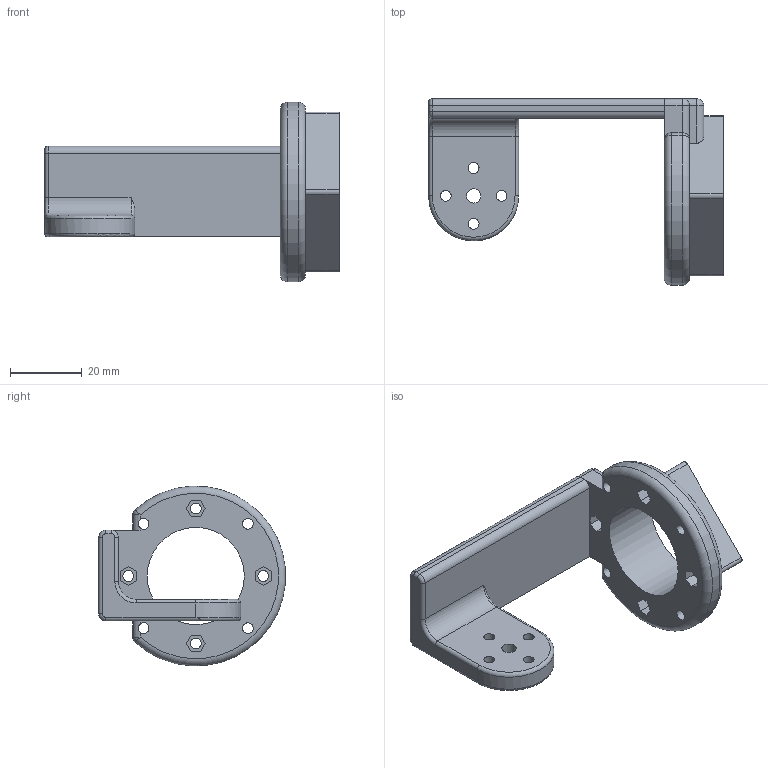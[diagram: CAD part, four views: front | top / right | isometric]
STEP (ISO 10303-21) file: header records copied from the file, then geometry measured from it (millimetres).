
FILE_DESCRIPTION(/* description */ (''),/* implementation_level */ '2;1');
FILE_NAME(/* name */ '',/* time_stamp */ '2023-09-30T18:16:13+08:00',/* author */ (''),/* organization */ (''),/* preprocessor_version */ 'ST-DEVELOPER v20',/* originating_system */ 'Autodesk Translation Framework v12.14.0.127',/* authorisation */ '');
FILE_SCHEMA (('AUTOMOTIVE_DESIGN { 1 0 10303 214 3 1 1 }'));
Length unit declared in the file: millimetre
Products named in the file (1): Fusion 零部件
Bounding box: 81.9 x 51.91 x 49.92 mm (x, y, z)
Volume: 27280.1 mm3; surface area: 13154.8 mm2
Topology: 1 solids, 1 shells, 113 faces, 293 edges, 182 vertices
Faces by surface type: plane 49, cylinder 47, sphere 8, torus 6, bspline 3
Full cylindrical faces by diameter (mm): 3 x12, 4 x1, 27 x1
Entity records: 3604 total; most frequent: CARTESIAN_POINT 700, DIRECTION 608, ORIENTED_EDGE 586, EDGE_CURVE 293, AXIS2_PLACEMENT_3D 215, VERTEX_POINT 182, LINE 178, VECTOR 178
